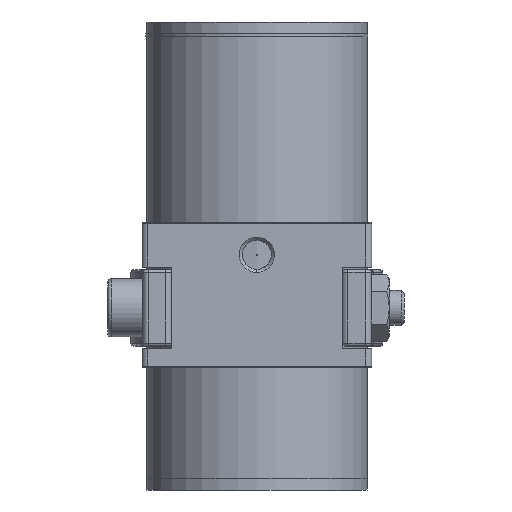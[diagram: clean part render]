
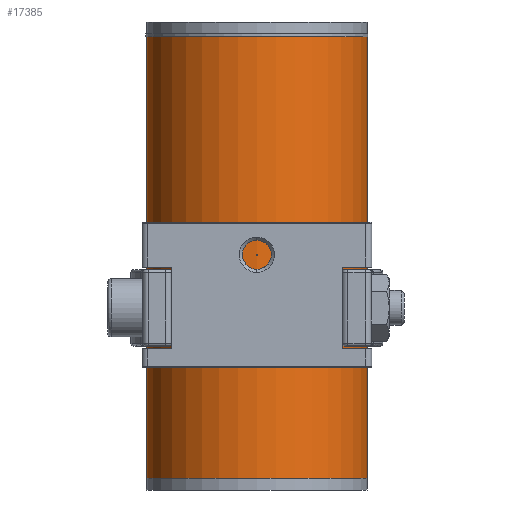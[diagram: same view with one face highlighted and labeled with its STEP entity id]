
A CAD part, front view. The second image highlights one B-rep face of the part: STEP entity #17385.
In plain terms, the highlighted cylindrical face has radius 19 mm (diameter 38 mm), a partial arc.
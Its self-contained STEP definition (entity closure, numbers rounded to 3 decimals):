
#901 = CARTESIAN_POINT ( 'NONE',  ( 0., 0., 0. ) ) ;
#1559 = DIRECTION ( 'NONE',  ( -1., 0., 0. ) ) ;
#1642 = DIRECTION ( 'NONE',  ( 0., 0., -1. ) ) ;
#2195 = DIRECTION ( 'NONE',  ( 1., 0., 0. ) ) ;
#2571 = DIRECTION ( 'NONE',  ( 0., 0., 1. ) ) ;
#2969 = DIRECTION ( 'NONE',  ( 0., 0., -1. ) ) ;
#3547 = CYLINDRICAL_SURFACE ( 'NONE', #10694, 19. ) ;
#3574 = CARTESIAN_POINT ( 'NONE',  ( 0., 0., 76. ) ) ;
#4035 = VERTEX_POINT ( 'NONE', #11155 ) ;
#5190 = CARTESIAN_POINT ( 'NONE',  ( -19., 0., 76. ) ) ;
#5487 = CIRCLE ( 'NONE', #10421, 19. ) ;
#5917 = VECTOR ( 'NONE', #1642, 1000. ) ;
#6239 = ORIENTED_EDGE ( 'NONE', *, *, #11798, .T. ) ;
#6469 = DIRECTION ( 'NONE',  ( 0., 0., -1. ) ) ;
#7061 = CARTESIAN_POINT ( 'NONE',  ( 19., 0., 76. ) ) ;
#7169 = CARTESIAN_POINT ( 'NONE',  ( -19., 0., 76. ) ) ;
#7892 = CARTESIAN_POINT ( 'NONE',  ( 19., 0., 76. ) ) ;
#8215 = EDGE_CURVE ( 'NONE', #15458, #4035, #5487, .T. ) ;
#9111 = VERTEX_POINT ( 'NONE', #7169 ) ;
#9733 = EDGE_CURVE ( 'NONE', #13191, #4035, #13713, .T. ) ;
#10031 = EDGE_CURVE ( 'NONE', #9111, #13191, #15270, .T. ) ;
#10421 = AXIS2_PLACEMENT_3D ( 'NONE', #901, #2571, #19066 ) ;
#10590 = LINE ( 'NONE', #5190, #5917 ) ;
#10694 = AXIS2_PLACEMENT_3D ( 'NONE', #17922, #6469, #1559 ) ;
#11155 = CARTESIAN_POINT ( 'NONE',  ( 19., 0., 0. ) ) ;
#11798 = EDGE_CURVE ( 'NONE', #9111, #15458, #10590, .T. ) ;
#12089 = DIRECTION ( 'NONE',  ( 0., 0., 1. ) ) ;
#12534 = CARTESIAN_POINT ( 'NONE',  ( -19., 0., 0. ) ) ;
#13099 = FACE_OUTER_BOUND ( 'NONE', #13880, .T. ) ;
#13190 = VECTOR ( 'NONE', #2969, 1000. ) ;
#13191 = VERTEX_POINT ( 'NONE', #7061 ) ;
#13713 = LINE ( 'NONE', #7892, #13190 ) ;
#13787 = ORIENTED_EDGE ( 'NONE', *, *, #10031, .F. ) ;
#13880 = EDGE_LOOP ( 'NONE', ( #15391, #13787, #6239, #18948 ) ) ;
#14430 = AXIS2_PLACEMENT_3D ( 'NONE', #3574, #12089, #2195 ) ;
#15270 = CIRCLE ( 'NONE', #14430, 19. ) ;
#15391 = ORIENTED_EDGE ( 'NONE', *, *, #9733, .F. ) ;
#15458 = VERTEX_POINT ( 'NONE', #12534 ) ;
#17385 = ADVANCED_FACE ( 'NONE', ( #13099 ), #3547, .T. ) ;
#17922 = CARTESIAN_POINT ( 'NONE',  ( 0., 0., 76. ) ) ;
#18948 = ORIENTED_EDGE ( 'NONE', *, *, #8215, .T. ) ;
#19066 = DIRECTION ( 'NONE',  ( 1., 0., 0. ) ) ;
